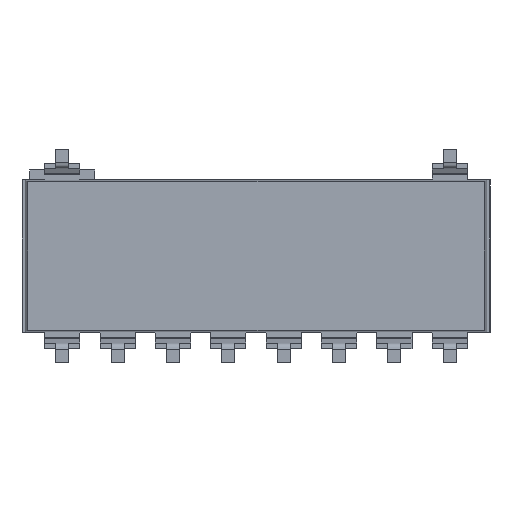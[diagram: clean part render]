
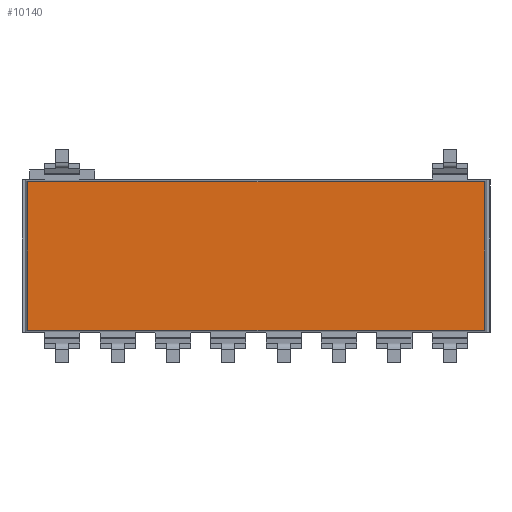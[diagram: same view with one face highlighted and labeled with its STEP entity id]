
A CAD part, top view. The second image highlights one B-rep face of the part: STEP entity #10140.
In plain terms, the highlighted planar face has unit normal (0, 0, 1).
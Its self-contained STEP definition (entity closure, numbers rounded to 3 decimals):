
#639=FACE_OUTER_BOUND('',#1210,.T.);
#1210=EDGE_LOOP('',(#7580,#7581,#7582,#7583));
#1741=LINE('',#13849,#2973);
#2086=LINE('',#14680,#3318);
#2090=LINE('',#14687,#3322);
#2091=LINE('',#14688,#3323);
#2973=VECTOR('',#11340,10.);
#3318=VECTOR('',#12137,10.);
#3322=VECTOR('',#12143,10.);
#3323=VECTOR('',#12144,10.);
#4190=VERTEX_POINT('',#13846);
#4191=VERTEX_POINT('',#13848);
#4450=VERTEX_POINT('',#14677);
#4451=VERTEX_POINT('',#14679);
#5175=EDGE_CURVE('',#4191,#4190,#1741,.T.);
#5592=EDGE_CURVE('',#4451,#4450,#2086,.T.);
#5596=EDGE_CURVE('',#4190,#4451,#2090,.T.);
#5597=EDGE_CURVE('',#4450,#4191,#2091,.T.);
#7580=ORIENTED_EDGE('',*,*,#5175,.T.);
#7581=ORIENTED_EDGE('',*,*,#5596,.T.);
#7582=ORIENTED_EDGE('',*,*,#5592,.T.);
#7583=ORIENTED_EDGE('',*,*,#5597,.T.);
#9672=PLANE('',#10813);
#10140=ADVANCED_FACE('',(#639),#9672,.T.);
#10813=AXIS2_PLACEMENT_3D('',#14686,#12141,#12142);
#11340=DIRECTION('',(1.,0.,0.));
#12137=DIRECTION('',(-1.,0.,0.));
#12141=DIRECTION('center_axis',(0.,0.,1.));
#12142=DIRECTION('ref_axis',(1.,0.,0.));
#12143=DIRECTION('',(0.,1.,0.));
#12144=DIRECTION('',(0.,-1.,0.));
#13846=CARTESIAN_POINT('',(-4.409,-2.921,3.585));
#13848=CARTESIAN_POINT('',(-25.361,-2.921,3.585));
#13849=CARTESIAN_POINT('',(-9.515,-2.921,3.585));
#14677=CARTESIAN_POINT('',(-25.361,3.895,3.585));
#14679=CARTESIAN_POINT('',(-4.409,3.895,3.585));
#14680=CARTESIAN_POINT('',(-9.515,3.895,3.585));
#14686=CARTESIAN_POINT('Origin',(-14.885,0.487,3.585));
#14687=CARTESIAN_POINT('',(-4.409,2.237,3.585));
#14688=CARTESIAN_POINT('',(-25.361,2.237,3.585));
